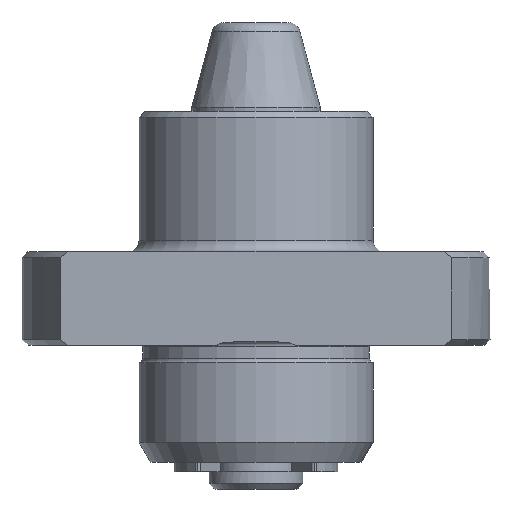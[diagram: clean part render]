
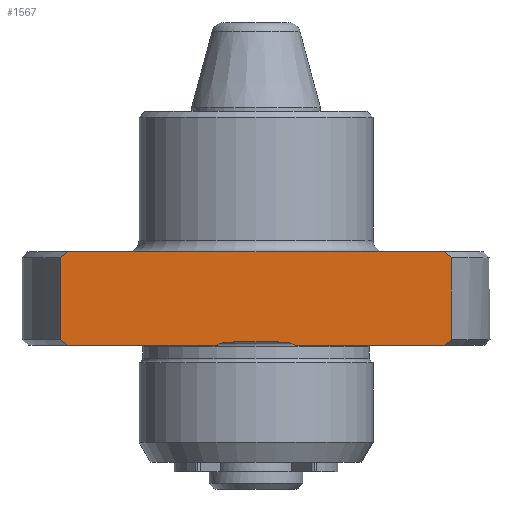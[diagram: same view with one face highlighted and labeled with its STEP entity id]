
A CAD part, front view. The second image highlights one B-rep face of the part: STEP entity #1567.
In plain terms, the highlighted planar face has unit normal (0, -1, 0).
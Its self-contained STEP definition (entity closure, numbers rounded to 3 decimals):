
#8 = VERTEX_POINT ( 'NONE', #1648 ) ;
#10 = CARTESIAN_POINT ( 'NONE',  ( -16.302, -11., 0.166 ) ) ;
#42 = DIRECTION ( 'NONE',  ( 0., 0., 1. ) ) ;
#46 = EDGE_CURVE ( 'NONE', #1604, #902, #135, .T. ) ;
#100 = DIRECTION ( 'NONE',  ( -1., 0., 0. ) ) ;
#135 = LINE ( 'NONE', #2550, #1201 ) ;
#154 = CARTESIAN_POINT ( 'NONE',  ( 16.101, -11., 8. ) ) ;
#161 = CARTESIAN_POINT ( 'NONE',  ( -16.302, -11., 7.834 ) ) ;
#164 = ORIENTED_EDGE ( 'NONE', *, *, #1421, .T. ) ;
#210 = CARTESIAN_POINT ( 'NONE',  ( -3.231, -11., 0.094 ) ) ;
#228 = CARTESIAN_POINT ( 'NONE',  ( -3.302, -11., 0.058 ) ) ;
#249 = CARTESIAN_POINT ( 'NONE',  ( -2.189, -11., 0.294 ) ) ;
#294 = B_SPLINE_CURVE_WITH_KNOTS ( 'NONE', 3,
 ( #2813, #1035, #2247, #3425 ),
 .UNSPECIFIED., .F., .F.,
 ( 4, 4 ),
 ( 0., 0.001 ),
 .UNSPECIFIED. ) ;
#299 = CARTESIAN_POINT ( 'NONE',  ( 11., -11., 8. ) ) ;
#306 = VECTOR ( 'NONE', #3206, 1000. ) ;
#395 = CARTESIAN_POINT ( 'NONE',  ( -3.354, -11., 0. ) ) ;
#428 = VECTOR ( 'NONE', #100, 1000. ) ;
#443 = DIRECTION ( 'NONE',  ( 0., 0., 1. ) ) ;
#517 = CARTESIAN_POINT ( 'NONE',  ( -1.883, -11., 0.3 ) ) ;
#535 = CARTESIAN_POINT ( 'NONE',  ( -3.354, -11., 0. ) ) ;
#577 = CARTESIAN_POINT ( 'NONE',  ( 2.642, -11., 0.249 ) ) ;
#598 = CARTESIAN_POINT ( 'NONE',  ( 0., -11., 8. ) ) ;
#599 = CARTESIAN_POINT ( 'NONE',  ( 2.188, -11., 0.294 ) ) ;
#634 = CARTESIAN_POINT ( 'NONE',  ( -16.703, -11., 0.5 ) ) ;
#667 = ORIENTED_EDGE ( 'NONE', *, *, #3923, .F. ) ;
#675 = PLANE ( 'NONE',  #3614 ) ;
#687 = CARTESIAN_POINT ( 'NONE',  ( 2.792, -11., 0.228 ) ) ;
#840 = LINE ( 'NONE', #2070, #306 ) ;
#876 = VERTEX_POINT ( 'NONE', #2433 ) ;
#902 = VERTEX_POINT ( 'NONE', #1342 ) ;
#919 = CARTESIAN_POINT ( 'NONE',  ( -16.503, -11., 0.333 ) ) ;
#921 = CARTESIAN_POINT ( 'NONE',  ( 1.883, -11., 0.3 ) ) ;
#994 = CARTESIAN_POINT ( 'NONE',  ( 1.579, -11., 0.3 ) ) ;
#1017 = CARTESIAN_POINT ( 'NONE',  ( 16.703, -11., 0.5 ) ) ;
#1035 = CARTESIAN_POINT ( 'NONE',  ( 16.302, -11., 0.166 ) ) ;
#1059 = EDGE_CURVE ( 'NONE', #8, #2963, #840, .T. ) ;
#1067 = CARTESIAN_POINT ( 'NONE',  ( 16.503, -11., 7.667 ) ) ;
#1101 = VECTOR ( 'NONE', #3184, 1000. ) ;
#1116 = CARTESIAN_POINT ( 'NONE',  ( 10., -11., 0. ) ) ;
#1156 = EDGE_CURVE ( 'NONE', #3509, #2616, #2567, .T. ) ;
#1162 = EDGE_CURVE ( 'NONE', #3237, #876, #3414, .T. ) ;
#1201 = VECTOR ( 'NONE', #443, 1000. ) ;
#1204 = VERTEX_POINT ( 'NONE', #2992 ) ;
#1233 = LINE ( 'NONE', #299, #2853 ) ;
#1241 = ORIENTED_EDGE ( 'NONE', *, *, #3204, .F. ) ;
#1253 = EDGE_LOOP ( 'NONE', ( #2446, #164, #3357, #3728, #2213, #1789, #1762, #1241, #3489, #3273, #1875, #667, #3069 ) ) ;
#1338 = FACE_OUTER_BOUND ( 'NONE', #1253, .T. ) ;
#1342 = CARTESIAN_POINT ( 'NONE',  ( 16.703, -11., 7.5 ) ) ;
#1421 = EDGE_CURVE ( 'NONE', #902, #2801, #3515, .T. ) ;
#1460 = CARTESIAN_POINT ( 'NONE',  ( 3.231, -11., 0.094 ) ) ;
#1482 = CARTESIAN_POINT ( 'NONE',  ( -16.101, -11., 0. ) ) ;
#1486 = CARTESIAN_POINT ( 'NONE',  ( -3.015, -11., 0.174 ) ) ;
#1567 = ADVANCED_FACE ( 'NONE', ( #1338 ), #675, .F. ) ;
#1604 = VERTEX_POINT ( 'NONE', #1017 ) ;
#1638 = CARTESIAN_POINT ( 'NONE',  ( -16.703, -11., -10. ) ) ;
#1648 = CARTESIAN_POINT ( 'NONE',  ( -16.101, -11., 8. ) ) ;
#1691 = EDGE_CURVE ( 'NONE', #2999, #1604, #294, .T. ) ;
#1716 = EDGE_CURVE ( 'NONE', #1204, #2450, #3067, .T. ) ;
#1730 = CARTESIAN_POINT ( 'NONE',  ( 16.703, -11., 7.5 ) ) ;
#1740 = CARTESIAN_POINT ( 'NONE',  ( -3.088, -11., 0.152 ) ) ;
#1754 = CARTESIAN_POINT ( 'NONE',  ( 3.354, -11., 0. ) ) ;
#1762 = ORIENTED_EDGE ( 'NONE', *, *, #3674, .T. ) ;
#1789 = ORIENTED_EDGE ( 'NONE', *, *, #1716, .F. ) ;
#1847 = VECTOR ( 'NONE', #2018, 1000. ) ;
#1875 = ORIENTED_EDGE ( 'NONE', *, *, #1162, .F. ) ;
#1882 = EDGE_CURVE ( 'NONE', #3509, #876, #3825, .T. ) ;
#1975 = EDGE_CURVE ( 'NONE', #2963, #2801, #1233, .T. ) ;
#1991 = CARTESIAN_POINT ( 'NONE',  ( 16.101, -11., 8. ) ) ;
#2018 = DIRECTION ( 'NONE',  ( 1., 0., 0. ) ) ;
#2028 = CARTESIAN_POINT ( 'NONE',  ( -2.643, -11., 0.249 ) ) ;
#2033 = VECTOR ( 'NONE', #42, 1000. ) ;
#2070 = CARTESIAN_POINT ( 'NONE',  ( 11., -11., 8. ) ) ;
#2126 = DIRECTION ( 'NONE',  ( 1., 0., 0. ) ) ;
#2213 = ORIENTED_EDGE ( 'NONE', *, *, #2795, .T. ) ;
#2247 = CARTESIAN_POINT ( 'NONE',  ( 16.503, -11., 0.333 ) ) ;
#2323 = CARTESIAN_POINT ( 'NONE',  ( 9.7, -11., 0.3 ) ) ;
#2325 = CARTESIAN_POINT ( 'NONE',  ( 3.354, -11., 0. ) ) ;
#2433 = CARTESIAN_POINT ( 'NONE',  ( 1.579, -11., 0.3 ) ) ;
#2446 = ORIENTED_EDGE ( 'NONE', *, *, #46, .T. ) ;
#2450 = VERTEX_POINT ( 'NONE', #3920 ) ;
#2537 = DIRECTION ( 'NONE',  ( 0., 1., 0. ) ) ;
#2550 = CARTESIAN_POINT ( 'NONE',  ( 16.703, -11., -10. ) ) ;
#2557 = B_SPLINE_CURVE_WITH_KNOTS ( 'NONE', 3,
 ( #634, #919, #10, #1482 ),
 .UNSPECIFIED., .F., .F.,
 ( 4, 4 ),
 ( 0., 0.001 ),
 .UNSPECIFIED. ) ;
#2567 = B_SPLINE_CURVE_WITH_KNOTS ( 'NONE', 3,
 ( #3528, #517, #249, #2028, #3229, #1486, #1740, #210, #228, #535 ),
 .UNSPECIFIED., .F., .F.,
 ( 4, 2, 2, 2, 4 ),
 ( 0.002, 0.002, 0.003, 0.003, 0.003 ),
 .UNSPECIFIED. ) ;
#2616 = VERTEX_POINT ( 'NONE', #395 ) ;
#2659 = CARTESIAN_POINT ( 'NONE',  ( -16.503, -11., 7.667 ) ) ;
#2735 = VERTEX_POINT ( 'NONE', #3226 ) ;
#2738 = CARTESIAN_POINT ( 'NONE',  ( 16.101, -11., 0. ) ) ;
#2772 = CARTESIAN_POINT ( 'NONE',  ( -16.703, -11., -10. ) ) ;
#2794 = B_SPLINE_CURVE_WITH_KNOTS ( 'NONE', 3,
 ( #3511, #161, #2659, #3488 ),
 .UNSPECIFIED., .F., .F.,
 ( 4, 4 ),
 ( 0., 0.001 ),
 .UNSPECIFIED. ) ;
#2795 = EDGE_CURVE ( 'NONE', #8, #2450, #2794, .T. ) ;
#2799 = DIRECTION ( 'NONE',  ( 0., 0., 1. ) ) ;
#2801 = VERTEX_POINT ( 'NONE', #1991 ) ;
#2813 = CARTESIAN_POINT ( 'NONE',  ( 16.101, -11., 0. ) ) ;
#2846 = CARTESIAN_POINT ( 'NONE',  ( 16.302, -11., 7.834 ) ) ;
#2853 = VECTOR ( 'NONE', #2126, 1000. ) ;
#2946 = CARTESIAN_POINT ( 'NONE',  ( 3.302, -11., 0.058 ) ) ;
#2963 = VERTEX_POINT ( 'NONE', #598 ) ;
#2992 = CARTESIAN_POINT ( 'NONE',  ( -16.703, -11., 0.5 ) ) ;
#2999 = VERTEX_POINT ( 'NONE', #2738 ) ;
#3067 = LINE ( 'NONE', #2772, #2033 ) ;
#3069 = ORIENTED_EDGE ( 'NONE', *, *, #1691, .T. ) ;
#3100 = CARTESIAN_POINT ( 'NONE',  ( -1.579, -11., 0.3 ) ) ;
#3124 = LINE ( 'NONE', #3201, #428 ) ;
#3162 = LINE ( 'NONE', #1116, #1101 ) ;
#3184 = DIRECTION ( 'NONE',  ( -1., 0., 0. ) ) ;
#3201 = CARTESIAN_POINT ( 'NONE',  ( 10., -11., 0. ) ) ;
#3204 = EDGE_CURVE ( 'NONE', #2616, #2735, #3162, .T. ) ;
#3206 = DIRECTION ( 'NONE',  ( 1., 0., 0. ) ) ;
#3226 = CARTESIAN_POINT ( 'NONE',  ( -16.101, -11., 0. ) ) ;
#3229 = CARTESIAN_POINT ( 'NONE',  ( -2.794, -11., 0.227 ) ) ;
#3237 = VERTEX_POINT ( 'NONE', #2325 ) ;
#3273 = ORIENTED_EDGE ( 'NONE', *, *, #1882, .T. ) ;
#3357 = ORIENTED_EDGE ( 'NONE', *, *, #1975, .F. ) ;
#3414 = B_SPLINE_CURVE_WITH_KNOTS ( 'NONE', 3,
 ( #1754, #2946, #1460, #3875, #3707, #687, #577, #599, #921, #994 ),
 .UNSPECIFIED., .F., .F.,
 ( 4, 2, 2, 2, 4 ),
 ( 0.011, 0.011, 0.011, 0.012, 0.012 ),
 .UNSPECIFIED. ) ;
#3425 = CARTESIAN_POINT ( 'NONE',  ( 16.703, -11., 0.5 ) ) ;
#3488 = CARTESIAN_POINT ( 'NONE',  ( -16.703, -11., 7.5 ) ) ;
#3489 = ORIENTED_EDGE ( 'NONE', *, *, #1156, .F. ) ;
#3509 = VERTEX_POINT ( 'NONE', #3100 ) ;
#3511 = CARTESIAN_POINT ( 'NONE',  ( -16.101, -11., 8. ) ) ;
#3515 = B_SPLINE_CURVE_WITH_KNOTS ( 'NONE', 3,
 ( #1730, #1067, #2846, #154 ),
 .UNSPECIFIED., .F., .F.,
 ( 4, 4 ),
 ( 0., 0.001 ),
 .UNSPECIFIED. ) ;
#3528 = CARTESIAN_POINT ( 'NONE',  ( -1.579, -11., 0.3 ) ) ;
#3614 = AXIS2_PLACEMENT_3D ( 'NONE', #1638, #2537, #2799 ) ;
#3674 = EDGE_CURVE ( 'NONE', #1204, #2735, #2557, .T. ) ;
#3707 = CARTESIAN_POINT ( 'NONE',  ( 3.016, -11., 0.174 ) ) ;
#3728 = ORIENTED_EDGE ( 'NONE', *, *, #1059, .F. ) ;
#3825 = LINE ( 'NONE', #2323, #1847 ) ;
#3875 = CARTESIAN_POINT ( 'NONE',  ( 3.09, -11., 0.152 ) ) ;
#3920 = CARTESIAN_POINT ( 'NONE',  ( -16.703, -11., 7.5 ) ) ;
#3923 = EDGE_CURVE ( 'NONE', #2999, #3237, #3124, .T. ) ;
